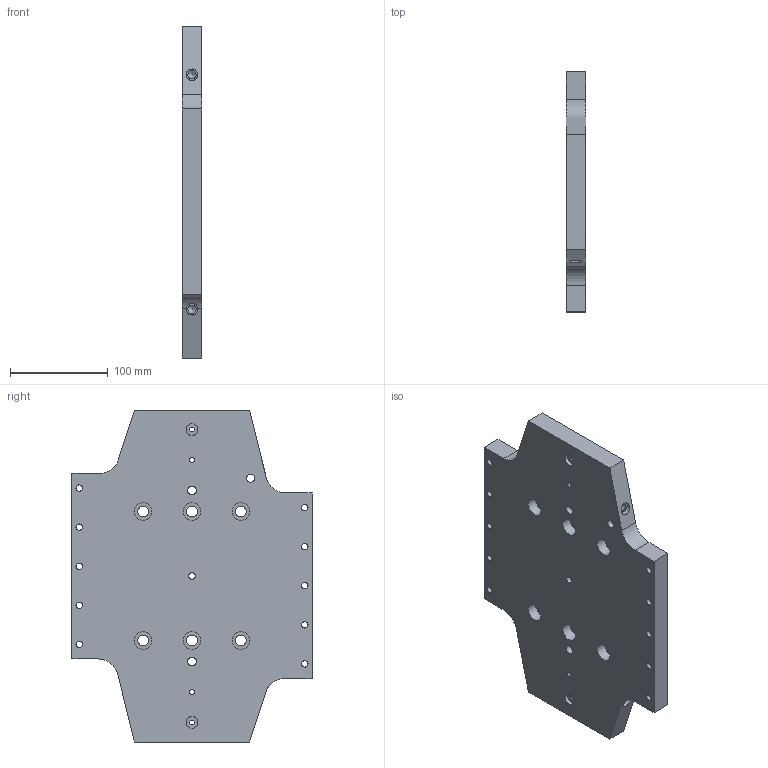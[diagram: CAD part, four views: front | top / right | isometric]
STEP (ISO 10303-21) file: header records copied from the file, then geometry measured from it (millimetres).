
FILE_DESCRIPTION(/* description */ (''),/* implementation_level */ '2;1');
FILE_NAME(/* name */ 'F1623AM.stp',/* time_stamp */ '2024-05-15T12:11:39+02:00',/* author */ ('Z420'),/* organization */ (''),/* preprocessor_version */ 'ST-DEVELOPER v18.1',/* originating_system */ 'Autodesk Inventor 2022',/* authorisation */ '');
FILE_SCHEMA (('AUTOMOTIVE_DESIGN { 1 0 10303 214 3 1 1 }'));
Length unit declared in the file: millimetre
Products named in the file (1): Base 2
Bounding box: 20 x 246 x 340 mm (x, y, z)
Volume: 1282484.6 mm3; surface area: 173946.6 mm2
Topology: 1 solids, 1 shells, 102 faces, 226 edges, 150 vertices
Faces by surface type: cylinder 57, plane 43, cone 2
Full cylindrical faces by diameter (mm): 4.917 x4, 6.6 x11, 8.376 x2, 8.4 x1, 9 x2, 11 x17, 12 x4, 15 x2, 18 x6
Entity records: 3014 total; most frequent: DIRECTION 544, CARTESIAN_POINT 495, ORIENTED_EDGE 448, EDGE_CURVE 224, AXIS2_PLACEMENT_3D 218, EDGE_LOOP 176, VERTEX_POINT 150, CIRCLE 112
